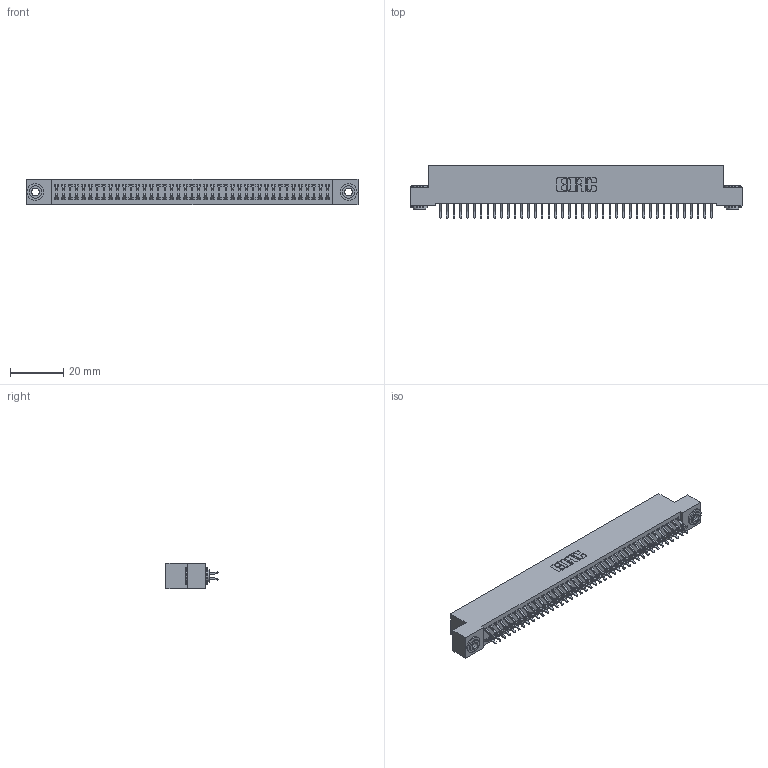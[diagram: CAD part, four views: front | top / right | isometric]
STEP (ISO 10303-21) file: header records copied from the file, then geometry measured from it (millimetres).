
FILE_DESCRIPTION (( 'STEP AP203' ), '1' );
FILE_NAME ('342-082-556-203.STEP', '2018-08-13T16:48:52', ( '' ), ( '' ), 'SwSTEP 2.0', 'SolidWorks 2016', '' );
FILE_SCHEMA (( 'CONFIG_CONTROL_DESIGN' ));
Length unit declared in the file: inch
Products named in the file (4): 342 Part_.156 TH; 345-292-001_556 Tail; 342-250-002_345-250-002-102; 342-082-556-203
Assembly tree (85 placements, depth 2):
  342-082-556-203
    342 Part_.156 TH
    345-292-001_556 Tail  x82
    342-250-002_345-250-002-102  x2
Bounding box: 124.46 x 19.58 x 9.4 mm (x, y, z)
Volume: 11198.7 mm3; surface area: 18338.6 mm2
Topology: 85 solids, 85 shells, 4904 faces, 14561 edges, 9594 vertices
Faces by surface type: plane 3356, cylinder 1540, cone 8
Entity records: 27244 total; most frequent: CARTESIAN_POINT 4505, ORIENTED_EDGE 4422, DIRECTION 3873, EDGE_CURVE 2211, LINE 2051, VECTOR 2051, VERTEX_POINT 1470, AXIS2_PLACEMENT_3D 911
